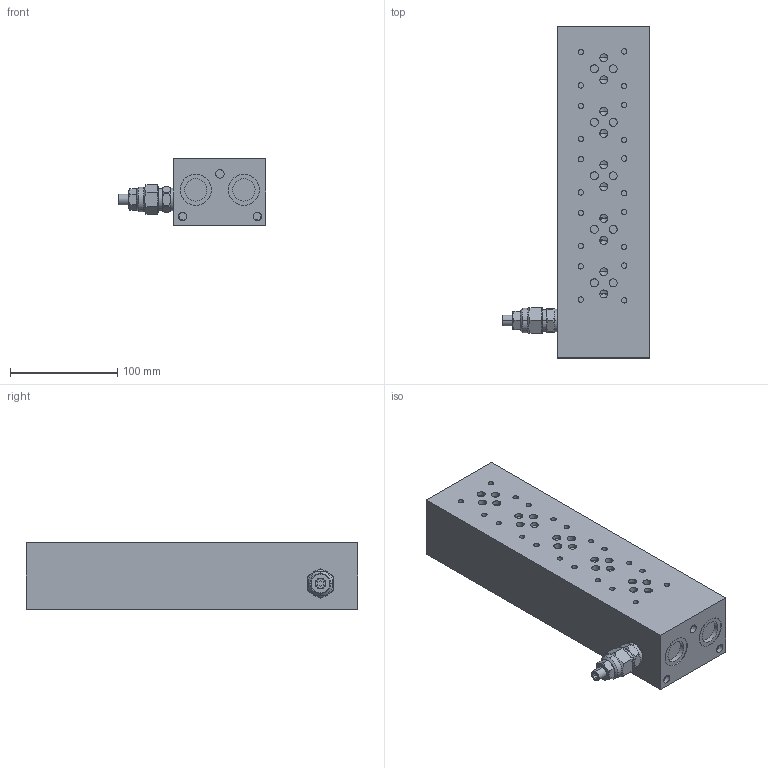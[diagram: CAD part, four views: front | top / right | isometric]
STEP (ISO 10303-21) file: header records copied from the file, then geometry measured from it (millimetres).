
FILE_DESCRIPTION( ( 'STEP AP214' ), '1' );
FILE_NAME( 'tmp0.step', '2010-02-26T16:38:48', ( ' ' ), ( ' ' ), 'XStep 1.0', ' ', ' ' );
FILE_SCHEMA( ( 'automotive_design' ) );
Length unit declared in the file: millimetre
Products named in the file (2): 1; 2
Bounding box: 138 x 310 x 62 mm (x, y, z)
Volume: 1633340.7 mm3; surface area: 117576 mm2
Topology: 2 solids, 2 shells, 422 faces, 990 edges, 628 vertices
Faces by surface type: cylinder 196, plane 160, cone 66
Entity records: 23406 total; most frequent: DIRECTION 2208, CARTESIAN_POINT 2186, STYLED_ITEM 2022, PRESENTATION_STYLE_ASSIGNMENT 2022, COLOUR_RGB 2022, ORIENTED_EDGE 1940, EDGE_CURVE 970, CURVE_STYLE 970
